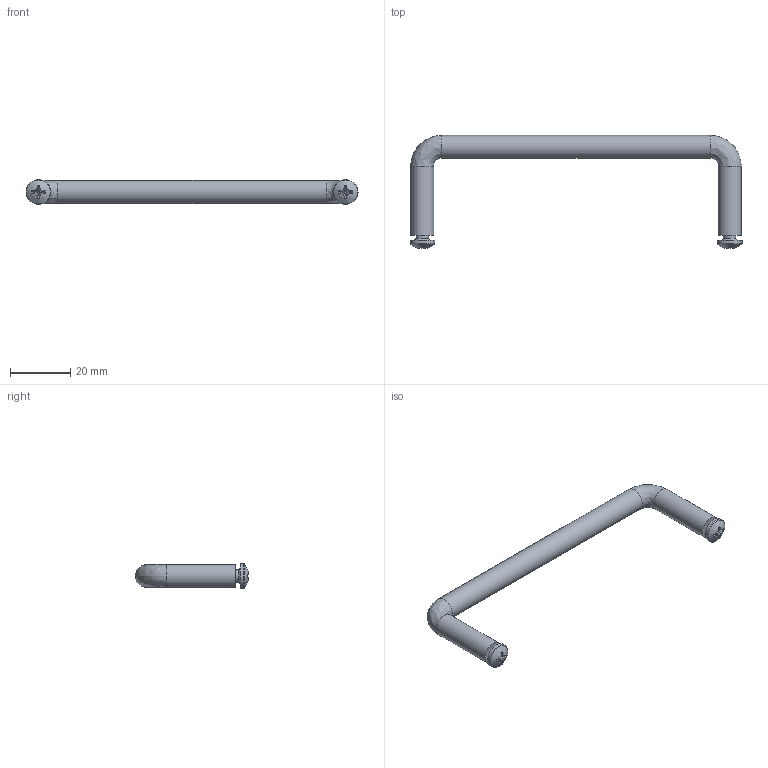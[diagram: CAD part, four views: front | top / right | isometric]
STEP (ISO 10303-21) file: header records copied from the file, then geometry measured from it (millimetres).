
FILE_DESCRIPTION (( 'STEP AP214' ), '1' );
FILE_NAME ('SCE-APH.STEP', '2021-02-03T18:18:19', ( '' ), ( '' ), 'SwSTEP 2.0', 'SolidWorks 2019', '' );
FILE_SCHEMA (( 'AUTOMOTIVE_DESIGN' ));
Length unit declared in the file: inch
Products named in the file (1): SCE-APH
Bounding box: 109.78 x 37.41 x 8.18 mm (x, y, z)
Volume: 7340.5 mm3; surface area: 4715 mm2
Topology: 3 solids, 3 shells, 99 faces, 247 edges, 120 vertices
Faces by surface type: bspline 48, plane 40, cylinder 9, cone 2
Full cylindrical faces by diameter (mm): 3.454 x2, 4.115 x2, 7.62 x3, 8.179 x2
Entity records: 4803 total; most frequent: CARTESIAN_POINT 1810, ORIENTED_EDGE 364, DIRECTION 220, EDGE_CURVE 182, EDGE_LOOP 122, FACE_OUTER_BOUND 114, VERTEX_POINT 112, DIMENSIONAL_EXPONENTS 104
